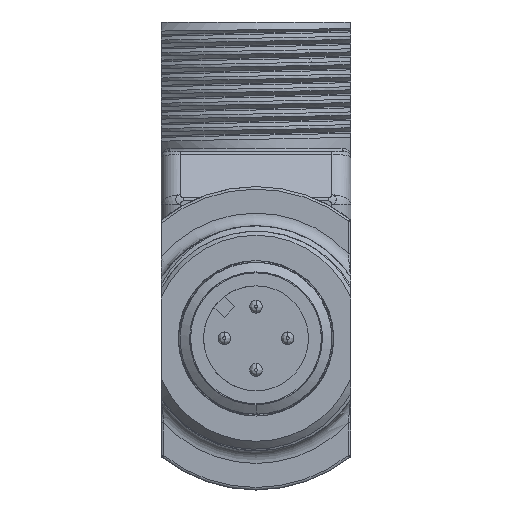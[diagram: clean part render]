
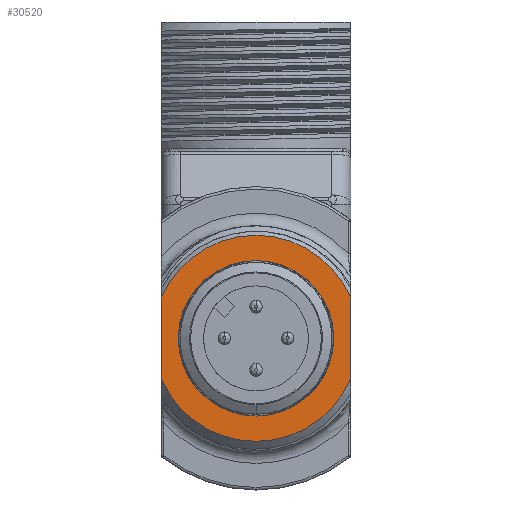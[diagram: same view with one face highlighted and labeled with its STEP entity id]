
A CAD part, front view. The second image highlights one B-rep face of the part: STEP entity #30520.
In plain terms, the highlighted planar face has unit normal (0, -1, 0).
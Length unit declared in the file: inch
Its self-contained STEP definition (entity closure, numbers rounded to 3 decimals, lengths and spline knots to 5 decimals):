
#12014=CARTESIAN_POINT('',(0.,-0.50394,-0.27953));
#12015=DIRECTION('',(0.,-1.,0.));
#12016=DIRECTION('',(-0.92,0.,-0.391));
#12017=AXIS2_PLACEMENT_3D('',#12014,#12015,#12016);
#12019=DIRECTION('',(0.,0.,1.));
#12020=VECTOR('',#12019,0.25114);
#12021=CARTESIAN_POINT('',(-0.29528,-0.50394,
-0.4051));
#12022=LINE('',#12021,#12020);
#12023=CARTESIAN_POINT('',(0.,-0.50394,-0.27953));
#12024=DIRECTION('',(0.,-1.,0.));
#12025=DIRECTION('',(0.92,0.,0.391));
#12026=AXIS2_PLACEMENT_3D('',#12023,#12024,#12025);
#12028=DIRECTION('',(0.,0.,-1.));
#12029=VECTOR('',#12028,0.25114);
#12030=CARTESIAN_POINT('',(0.29528,-0.50394,
-0.15396));
#12031=LINE('',#12030,#12029);
#12032=CARTESIAN_POINT('',(0.,-0.50394,-0.27953));
#12033=DIRECTION('',(0.,1.,0.));
#12034=DIRECTION('',(1.,0.,0.));
#12035=AXIS2_PLACEMENT_3D('',#12032,#12033,#12034);
#12037=CARTESIAN_POINT('',(0.,-0.50394,-0.27953));
#12038=DIRECTION('',(0.,1.,0.));
#12039=DIRECTION('',(-1.,0.,0.));
#12040=AXIS2_PLACEMENT_3D('',#12037,#12038,#12039);
#15702=CARTESIAN_POINT('',(0.24213,-0.50394,
-0.27953));
#15703=CARTESIAN_POINT('',(-0.24213,-0.50394,
-0.27953));
#15704=VERTEX_POINT('',#15702);
#15705=VERTEX_POINT('',#15703);
#15839=CARTESIAN_POINT('',(-0.29528,-0.50394,
-0.4051));
#15840=CARTESIAN_POINT('',(0.29528,-0.50394,
-0.4051));
#15841=VERTEX_POINT('',#15839);
#15842=VERTEX_POINT('',#15840);
#15843=CARTESIAN_POINT('',(0.29528,-0.50394,
-0.15396));
#15844=CARTESIAN_POINT('',(-0.29528,-0.50394,
-0.15396));
#15845=VERTEX_POINT('',#15843);
#15846=VERTEX_POINT('',#15844);
#30503=CARTESIAN_POINT('',(0.,-0.50394,-0.27953));
#30504=DIRECTION('',(0.,1.,0.));
#30505=DIRECTION('',(1.,0.,0.));
#30506=AXIS2_PLACEMENT_3D('',#30503,#30504,#30505);
#30507=PLANE('',#30506);
#30509=ORIENTED_EDGE('',*,*,#30508,.F.);
#30511=ORIENTED_EDGE('',*,*,#30510,.T.);
#30512=ORIENTED_EDGE('',*,*,#30496,.F.);
#30513=ORIENTED_EDGE('',*,*,#28696,.T.);
#30514=EDGE_LOOP('',(#30509,#30511,#30512,#30513));
#30515=FACE_OUTER_BOUND('',#30514,.F.);
#30516=ORIENTED_EDGE('',*,*,#18868,.F.);
#30517=ORIENTED_EDGE('',*,*,#19030,.F.);
#30518=EDGE_LOOP('',(#30516,#30517));
#30519=FACE_BOUND('',#30518,.F.);
#30520=ADVANCED_FACE('',(#30515,#30519),#30507,.F.);
#12018=CIRCLE('',#12017,0.32087);
#12027=CIRCLE('',#12026,0.32087);
#12036=CIRCLE('',#12035,0.24213);
#12041=CIRCLE('',#12040,0.24213);
#18868=EDGE_CURVE('',#15704,#15705,#12036,.T.);
#19030=EDGE_CURVE('',#15705,#15704,#12041,.T.);
#28696=EDGE_CURVE('',#15845,#15842,#12031,.T.);
#30496=EDGE_CURVE('',#15845,#15846,#12027,.T.);
#30508=EDGE_CURVE('',#15841,#15842,#12018,.T.);
#30510=EDGE_CURVE('',#15841,#15846,#12022,.T.);
